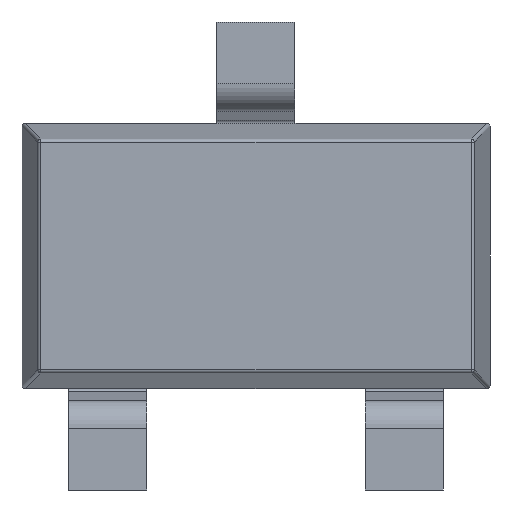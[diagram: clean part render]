
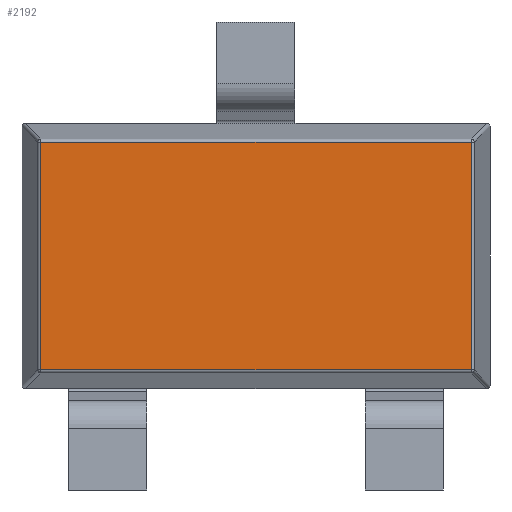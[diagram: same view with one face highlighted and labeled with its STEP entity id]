
A CAD part, front view. The second image highlights one B-rep face of the part: STEP entity #2192.
In plain terms, the highlighted planar face has unit normal (0, -1, 0).
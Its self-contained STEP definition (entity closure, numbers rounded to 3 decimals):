
#26 = EDGE_CURVE ( 'NONE', #3339, #3401, #249, .T. ) ;
#176 = EDGE_CURVE ( 'NONE', #2902, #2552, #2130, .T. ) ;
#211 = ORIENTED_EDGE ( 'NONE', *, *, #176, .T. ) ;
#249 = LINE ( 'NONE', #291, #3496 ) ;
#291 = CARTESIAN_POINT ( 'NONE',  ( 1.38, 0., 0.747 ) ) ;
#605 = DIRECTION ( 'NONE',  ( 0., 0., 1. ) ) ;
#633 = EDGE_CURVE ( 'NONE', #2552, #3339, #1027, .T. ) ;
#775 = CARTESIAN_POINT ( 'NONE',  ( -1.38, 0., -0.73 ) ) ;
#835 = VECTOR ( 'NONE', #3056, 1000. ) ;
#909 = DIRECTION ( 'NONE',  ( 0., 1., 0. ) ) ;
#955 = EDGE_CURVE ( 'NONE', #3401, #2902, #3159, .T. ) ;
#1027 = LINE ( 'NONE', #1515, #835 ) ;
#1198 = DIRECTION ( 'NONE',  ( -1., 0., 0. ) ) ;
#1496 = CARTESIAN_POINT ( 'NONE',  ( 1.5, 0., 0.85 ) ) ;
#1515 = CARTESIAN_POINT ( 'NONE',  ( 1.397, 0., -0.73 ) ) ;
#1529 = FACE_OUTER_BOUND ( 'NONE', #1605, .T. ) ;
#1605 = EDGE_LOOP ( 'NONE', ( #3096, #211, #1789, #1958 ) ) ;
#1763 = AXIS2_PLACEMENT_3D ( 'NONE', #1496, #909, #605 ) ;
#1789 = ORIENTED_EDGE ( 'NONE', *, *, #633, .T. ) ;
#1832 = CARTESIAN_POINT ( 'NONE',  ( 1.38, 0., -0.73 ) ) ;
#1924 = CARTESIAN_POINT ( 'NONE',  ( 1.38, 0., 0.73 ) ) ;
#1958 = ORIENTED_EDGE ( 'NONE', *, *, #26, .T. ) ;
#2130 = LINE ( 'NONE', #3070, #2356 ) ;
#2192 = ADVANCED_FACE ( 'NONE', ( #1529 ), #2956, .F. ) ;
#2356 = VECTOR ( 'NONE', #2820, 1000. ) ;
#2552 = VERTEX_POINT ( 'NONE', #775 ) ;
#2627 = DIRECTION ( 'NONE',  ( 0., 0., 1. ) ) ;
#2667 = CARTESIAN_POINT ( 'NONE',  ( -1.397, 0., 0.73 ) ) ;
#2820 = DIRECTION ( 'NONE',  ( 0., 0., -1. ) ) ;
#2902 = VERTEX_POINT ( 'NONE', #3218 ) ;
#2956 = PLANE ( 'NONE',  #1763 ) ;
#3056 = DIRECTION ( 'NONE',  ( 1., 0., 0. ) ) ;
#3070 = CARTESIAN_POINT ( 'NONE',  ( -1.38, 0., -0.747 ) ) ;
#3096 = ORIENTED_EDGE ( 'NONE', *, *, #955, .T. ) ;
#3159 = LINE ( 'NONE', #2667, #3202 ) ;
#3202 = VECTOR ( 'NONE', #1198, 1000. ) ;
#3218 = CARTESIAN_POINT ( 'NONE',  ( -1.38, 0., 0.73 ) ) ;
#3339 = VERTEX_POINT ( 'NONE', #1832 ) ;
#3401 = VERTEX_POINT ( 'NONE', #1924 ) ;
#3496 = VECTOR ( 'NONE', #2627, 1000. ) ;
